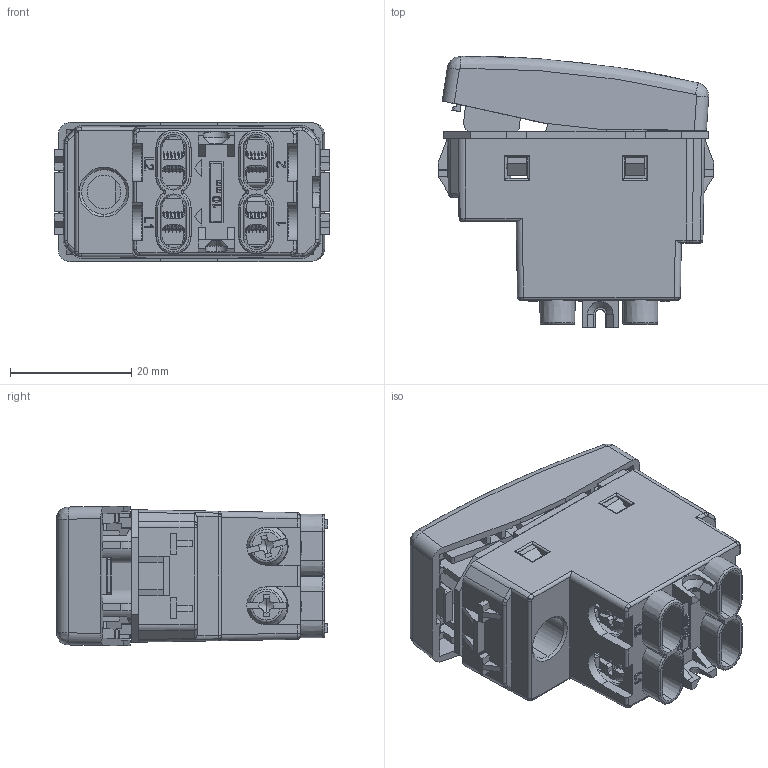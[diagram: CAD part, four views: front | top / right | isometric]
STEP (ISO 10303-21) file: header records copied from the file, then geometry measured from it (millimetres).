
FILE_DESCRIPTION (( 'STEP AP214' ), '1' );
FILE_NAME ('4BOX-REVERSING-SWITCH-SYSTEM.STEP', '2024-08-23T01:17:25', ( '' ), ( '' ), 'SwSTEP 2.0', 'SolidWorks 2016', '' );
FILE_SCHEMA (( 'AUTOMOTIVE_DESIGN' ));
Length unit declared in the file: millimetre
Products named in the file (16): LK40207050; LI45遙眈羲壽-泐啣20170817; M3.5X6-20181105; 羲壽賑聽-20181022; 4BOX遙眈羲壽揖萸褐2-20181015; 4BOX遙眈羲壽揖萸褐1-20181015; 4BOX换相开关弹簧支架-20181017; 4BOX-REVERSING-SWITCH-SYSTEM; 4BOX遙眈羲壽-盓殤褐2-20170817; 4BOX遙眈羲壽菁釱-System-20181120; 4BOX换相开关摆杆-20190305更新; 4BOX换相开关翘板-System-20190523; 4BOX遙砃羲壽粟銅; 4BOX遙眈羲壽唅聽-20181017; 4BOX遙眈羲壽奻裔-20181015; 4BOX遙砃賑聽粟銅
Assembly tree (25 placements, depth 2):
  4BOX-REVERSING-SWITCH-SYSTEM
    4BOX遙眈羲壽菁釱-System-20181120
    4BOX遙眈羲壽奻裔-20181015
    4BOX换相开关摆杆-20190305更新
    4BOX换相开关翘板-System-20190523
    羲壽賑聽-20181022  x2
    4BOX遙砃賑聽粟銅  x2
    4BOX遙眈羲壽唅聽-20181017
    4BOX换相开关弹簧支架-20181017
    4BOX遙砃羲壽粟銅
    4BOX遙眈羲壽揖萸褐1-20181015
    4BOX遙眈羲壽揖萸褐2-20181015
    4BOX遙眈羲壽-盓殤褐2-20170817  x2
    LI45遙眈羲壽-泐啣20170817  x2
    LK40207050  x4
    M3.5X6-20181105  x4
Bounding box: 45.4 x 44.67 x 22.98 mm (x, y, z)
Volume: 15569.1 mm3; surface area: 27660.2 mm2
Topology: 25 solids, 25 shells, 2755 faces, 7740 edges, 5022 vertices
Faces by surface type: plane 1759, cylinder 595, bspline 224, cone 108, torus 63, sphere 6
Entity records: 85392 total; most frequent: CARTESIAN_POINT 32362, ORIENTED_EDGE 11762, DIRECTION 9857, EDGE_CURVE 5881, LINE 4181, VECTOR 4181, VERTEX_POINT 3808, AXIS2_PLACEMENT_3D 2838
